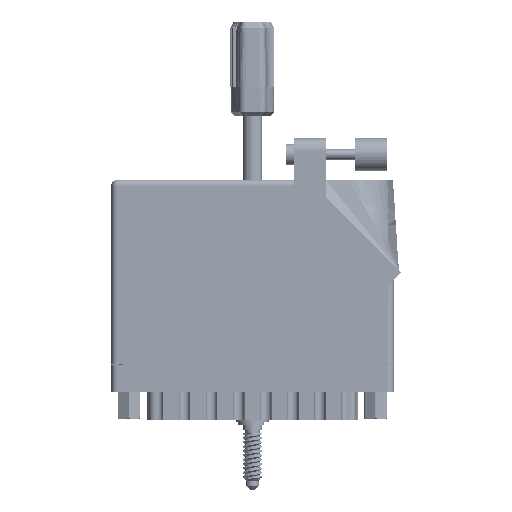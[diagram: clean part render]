
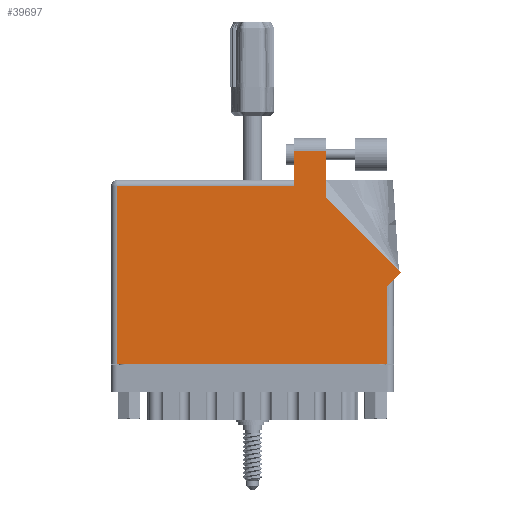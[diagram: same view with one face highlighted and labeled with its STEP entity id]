
A CAD part, front view. The second image highlights one B-rep face of the part: STEP entity #39697.
In plain terms, the highlighted face is planar.
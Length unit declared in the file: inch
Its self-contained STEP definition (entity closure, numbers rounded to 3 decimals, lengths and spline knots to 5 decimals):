
#237 = EDGE_CURVE ( 'NONE', #69485, #1472, #95534, .T. ) ;
#330 = LINE ( 'NONE', #69059, #86590 ) ;
#1161 = LINE ( 'NONE', #38500, #87432 ) ;
#1472 = VERTEX_POINT ( 'NONE', #95185 ) ;
#2144 = EDGE_CURVE ( 'NONE', #2735, #68376, #4246, .T. ) ;
#2735 = VERTEX_POINT ( 'NONE', #43033 ) ;
#4246 = LINE ( 'NONE', #39788, #60439 ) ;
#8164 = CARTESIAN_POINT ( 'NONE',  ( 0., 1.775, 0. ) ) ;
#8965 = ORIENTED_EDGE ( 'NONE', *, *, #36902, .T. ) ;
#12313 = CARTESIAN_POINT ( 'NONE',  ( 2.718, 0.815, 0. ) ) ;
#15022 = ORIENTED_EDGE ( 'NONE', *, *, #2144, .T. ) ;
#16926 = EDGE_CURVE ( 'NONE', #47197, #69485, #77228, .T. ) ;
#19415 = CARTESIAN_POINT ( 'NONE',  ( 2.656, 0.753, 0. ) ) ;
#23044 = ORIENTED_EDGE ( 'NONE', *, *, #16926, .T. ) ;
#24387 = CARTESIAN_POINT ( 'NONE',  ( 1.758, 2.05, 0. ) ) ;
#25703 = VECTOR ( 'NONE', #35722, 39.37008 ) ;
#26782 = FACE_OUTER_BOUND ( 'NONE', #42588, .T. ) ;
#28893 = LINE ( 'NONE', #58223, #62280 ) ;
#30216 = CARTESIAN_POINT ( 'NONE',  ( 2.78871, 0.88571, 0. ) ) ;
#31057 = AXIS2_PLACEMENT_3D ( 'NONE', #8164, #54286, #54953 ) ;
#33297 = CARTESIAN_POINT ( 'NONE',  ( 0.062, 1.713, 0. ) ) ;
#34048 = ORIENTED_EDGE ( 'NONE', *, *, #48163, .T. ) ;
#34150 = DIRECTION ( 'NONE',  ( 0., -1., 0. ) ) ;
#35572 = LINE ( 'NONE', #70048, #64177 ) ;
#35722 = DIRECTION ( 'NONE',  ( 0.707, 0.707, 0. ) ) ;
#35877 = ORIENTED_EDGE ( 'NONE', *, *, #75492, .T. ) ;
#36902 = EDGE_CURVE ( 'NONE', #68376, #46820, #35572, .T. ) ;
#37058 = CARTESIAN_POINT ( 'NONE',  ( 2.656, 0., 0. ) ) ;
#38500 = CARTESIAN_POINT ( 'NONE',  ( 2.065, 1.60942, 0. ) ) ;
#39215 = PLANE ( 'NONE',  #31057 ) ;
#39697 = ADVANCED_FACE ( 'NONE', ( #26782 ), #39215, .F. ) ;
#39788 = CARTESIAN_POINT ( 'NONE',  ( 0., 0., 0. ) ) ;
#41377 = VECTOR ( 'NONE', #47751, 39.37008 ) ;
#41553 = EDGE_CURVE ( 'NONE', #60927, #47197, #1161, .T. ) ;
#42588 = EDGE_LOOP ( 'NONE', ( #62538, #23044, #89382, #81441, #89135, #15022, #8965, #34048, #35877 ) ) ;
#43033 = CARTESIAN_POINT ( 'NONE',  ( 0.062, 0., 0. ) ) ;
#44553 = CARTESIAN_POINT ( 'NONE',  ( 2.065, 2.05, 0. ) ) ;
#46820 = VERTEX_POINT ( 'NONE', #19415 ) ;
#47152 = DIRECTION ( 'NONE',  ( 0., -1., 0. ) ) ;
#47197 = VERTEX_POINT ( 'NONE', #44553 ) ;
#47751 = DIRECTION ( 'NONE',  ( -1., 0., 0. ) ) ;
#48163 = EDGE_CURVE ( 'NONE', #46820, #94865, #86717, .T. ) ;
#54286 = DIRECTION ( 'NONE',  ( 0., 0., -1. ) ) ;
#54953 = DIRECTION ( 'NONE',  ( -1., 0., 0. ) ) ;
#56239 = CARTESIAN_POINT ( 'NONE',  ( 0.062, 0., 0. ) ) ;
#57235 = VECTOR ( 'NONE', #47152, 39.37008 ) ;
#58223 = CARTESIAN_POINT ( 'NONE',  ( 0., 1.713, 0. ) ) ;
#60439 = VECTOR ( 'NONE', #78561, 39.37008 ) ;
#60927 = VERTEX_POINT ( 'NONE', #81054 ) ;
#62180 = CARTESIAN_POINT ( 'NONE',  ( 1.758, 1.775, 0. ) ) ;
#62280 = VECTOR ( 'NONE', #95061, 39.37008 ) ;
#62538 = ORIENTED_EDGE ( 'NONE', *, *, #41553, .T. ) ;
#63693 = DIRECTION ( 'NONE',  ( 0., 1., 0. ) ) ;
#64177 = VECTOR ( 'NONE', #63693, 39.37008 ) ;
#64795 = EDGE_CURVE ( 'NONE', #67903, #2735, #95006, .T. ) ;
#64998 = VECTOR ( 'NONE', #34150, 39.37008 ) ;
#65905 = EDGE_CURVE ( 'NONE', #1472, #67903, #28893, .T. ) ;
#67903 = VERTEX_POINT ( 'NONE', #33297 ) ;
#68376 = VERTEX_POINT ( 'NONE', #37058 ) ;
#69059 = CARTESIAN_POINT ( 'NONE',  ( 2.78871, 0.88571, 0. ) ) ;
#69485 = VERTEX_POINT ( 'NONE', #93475 ) ;
#70048 = CARTESIAN_POINT ( 'NONE',  ( 2.656, 0.815, 0. ) ) ;
#75492 = EDGE_CURVE ( 'NONE', #94865, #60927, #330, .T. ) ;
#76799 = DIRECTION ( 'NONE',  ( -0.707, 0.707, 0. ) ) ;
#77228 = LINE ( 'NONE', #24387, #41377 ) ;
#78561 = DIRECTION ( 'NONE',  ( 1., 0., 0. ) ) ;
#81054 = CARTESIAN_POINT ( 'NONE',  ( 2.065, 1.60942, 0. ) ) ;
#81441 = ORIENTED_EDGE ( 'NONE', *, *, #65905, .T. ) ;
#86590 = VECTOR ( 'NONE', #76799, 39.37008 ) ;
#86717 = LINE ( 'NONE', #12313, #25703 ) ;
#87432 = VECTOR ( 'NONE', #92366, 39.37008 ) ;
#89135 = ORIENTED_EDGE ( 'NONE', *, *, #64795, .T. ) ;
#89382 = ORIENTED_EDGE ( 'NONE', *, *, #237, .T. ) ;
#92366 = DIRECTION ( 'NONE',  ( 0., 1., 0. ) ) ;
#93475 = CARTESIAN_POINT ( 'NONE',  ( 1.758, 2.05, 0. ) ) ;
#94865 = VERTEX_POINT ( 'NONE', #30216 ) ;
#95006 = LINE ( 'NONE', #56239, #64998 ) ;
#95061 = DIRECTION ( 'NONE',  ( -1., 0., 0. ) ) ;
#95185 = CARTESIAN_POINT ( 'NONE',  ( 1.758, 1.713, 0. ) ) ;
#95534 = LINE ( 'NONE', #62180, #57235 ) ;
